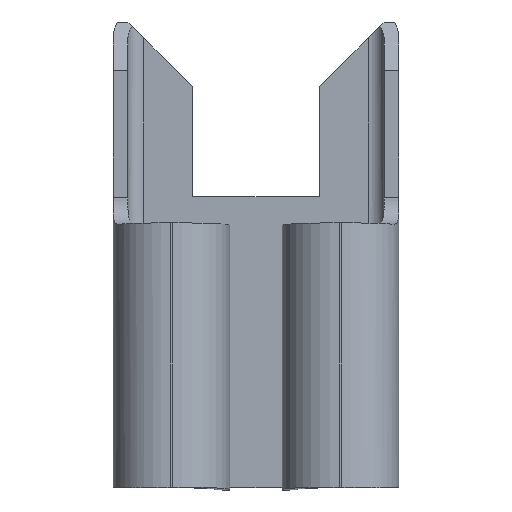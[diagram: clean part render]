
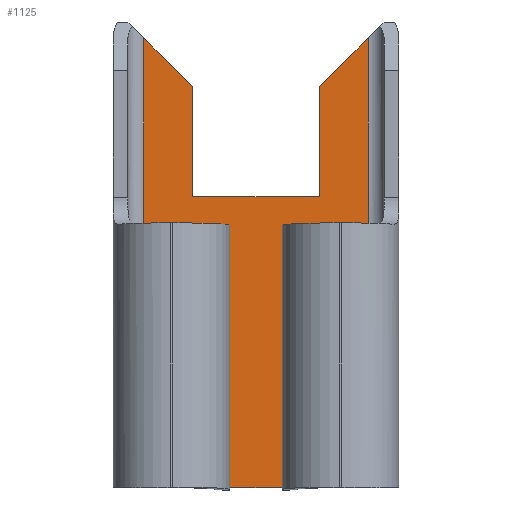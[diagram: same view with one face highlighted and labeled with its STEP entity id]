
A CAD part, top view. The second image highlights one B-rep face of the part: STEP entity #1125.
In plain terms, the highlighted planar face has unit normal (0, 0, 1).
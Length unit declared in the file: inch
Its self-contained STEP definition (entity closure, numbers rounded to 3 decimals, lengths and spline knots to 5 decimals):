
#125=FACE_OUTER_BOUND('',#183,.T.);
#183=EDGE_LOOP('',(#965,#966,#967,#968,#969,#970,#971,#972));
#235=LINE('',#1729,#351);
#244=LINE('',#1756,#360);
#249=LINE('',#1765,#365);
#281=LINE('',#1893,#397);
#288=LINE('',#1915,#404);
#296=LINE('',#1929,#412);
#298=LINE('',#1933,#414);
#300=LINE('',#1936,#416);
#351=VECTOR('',#1363,0.3937);
#360=VECTOR('',#1388,0.3937);
#365=VECTOR('',#1395,0.3937);
#397=VECTOR('',#1503,0.3937);
#404=VECTOR('',#1526,0.3937);
#412=VECTOR('',#1538,0.3937);
#414=VECTOR('',#1542,0.3937);
#416=VECTOR('',#1546,0.3937);
#472=VERTEX_POINT('',#1726);
#473=VERTEX_POINT('',#1728);
#483=VERTEX_POINT('',#1754);
#486=VERTEX_POINT('',#1763);
#519=VERTEX_POINT('',#1890);
#520=VERTEX_POINT('',#1892);
#531=VERTEX_POINT('',#1928);
#532=VERTEX_POINT('',#1932);
#594=EDGE_CURVE('',#473,#472,#235,.T.);
#608=EDGE_CURVE('',#472,#483,#244,.T.);
#613=EDGE_CURVE('',#486,#483,#249,.T.);
#665=EDGE_CURVE('',#519,#520,#281,.T.);
#677=EDGE_CURVE('',#473,#519,#288,.T.);
#685=EDGE_CURVE('',#520,#531,#296,.T.);
#687=EDGE_CURVE('',#532,#531,#298,.T.);
#689=EDGE_CURVE('',#532,#486,#300,.T.);
#965=ORIENTED_EDGE('',*,*,#665,.F.);
#966=ORIENTED_EDGE('',*,*,#677,.F.);
#967=ORIENTED_EDGE('',*,*,#594,.T.);
#968=ORIENTED_EDGE('',*,*,#608,.T.);
#969=ORIENTED_EDGE('',*,*,#613,.F.);
#970=ORIENTED_EDGE('',*,*,#689,.F.);
#971=ORIENTED_EDGE('',*,*,#687,.T.);
#972=ORIENTED_EDGE('',*,*,#685,.F.);
#1069=PLANE('',#1246);
#1125=ADVANCED_FACE('',(#125),#1069,.F.);
#1246=AXIS2_PLACEMENT_3D('',#1937,#1547,#1548);
#1363=DIRECTION('',(0.,1.,0.));
#1388=DIRECTION('',(-0.707,-0.707,0.));
#1395=DIRECTION('',(0.,1.,0.));
#1503=DIRECTION('',(0.,1.,0.));
#1526=DIRECTION('',(-1.,0.,0.));
#1538=DIRECTION('',(0.707,-0.707,0.));
#1542=DIRECTION('',(0.,1.,0.));
#1546=DIRECTION('',(1.,0.,0.));
#1547=DIRECTION('center_axis',(0.,0.,-1.));
#1548=DIRECTION('ref_axis',(0.,1.,0.));
#1726=CARTESIAN_POINT('',(-0.029,0.425,0.014));
#1728=CARTESIAN_POINT('',(-0.029,0.,0.014));
#1729=CARTESIAN_POINT('',(-0.029,0.10397,0.014));
#1754=CARTESIAN_POINT('',(-0.075,0.379,0.014));
#1756=CARTESIAN_POINT('',(-0.1695,0.2845,0.014));
#1763=CARTESIAN_POINT('',(-0.075,0.275,0.014));
#1765=CARTESIAN_POINT('',(-0.075,0.1375,0.014));
#1890=CARTESIAN_POINT('',(-0.241,0.,0.014));
#1892=CARTESIAN_POINT('',(-0.241,0.425,0.014));
#1893=CARTESIAN_POINT('',(-0.241,0.10397,0.014));
#1915=CARTESIAN_POINT('',(-0.2025,0.,0.014));
#1928=CARTESIAN_POINT('',(-0.195,0.379,0.014));
#1929=CARTESIAN_POINT('',(-0.1005,0.2845,0.014));
#1932=CARTESIAN_POINT('',(-0.195,0.275,0.014));
#1933=CARTESIAN_POINT('',(-0.195,0.1375,0.014));
#1936=CARTESIAN_POINT('',(-0.14091,0.275,0.014));
#1937=CARTESIAN_POINT('Origin',(-0.135,0.,0.014));
